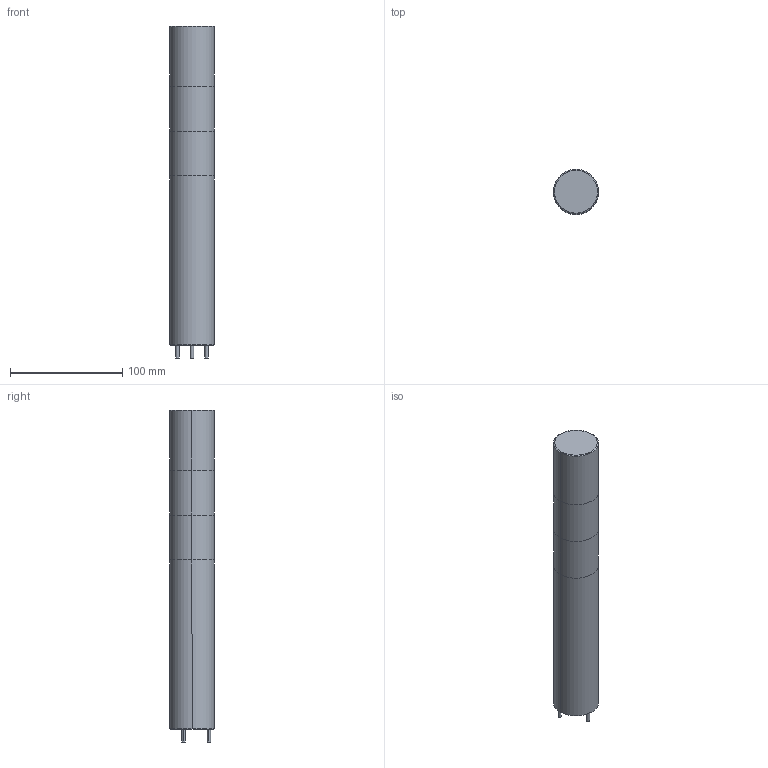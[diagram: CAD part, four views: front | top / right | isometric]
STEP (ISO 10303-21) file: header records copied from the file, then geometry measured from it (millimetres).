
FILE_DESCRIPTION (( 'STEP AP214' ), '1' );
FILE_NAME ('LR4-2M2WJBW-RG.step', '2018-07-03T11:51:17', ( '' ), ( '' ), 'SwSTEP 2.0', 'SolidWorks 2017', '' );
FILE_SCHEMA (( 'AUTOMOTIVE_DESIGN' ));
Length unit declared in the file: inch
Products named in the file (1): LR4-2M2WJBW-RG
Bounding box: 40 x 40 x 295.5 mm (x, y, z)
Volume: 354850.2 mm3; surface area: 53246.6 mm2
Topology: 4 solids, 4 shells, 69 faces, 130 edges, 86 vertices
Faces by surface type: cylinder 42, plane 25, cone 2
Entity records: 2744 total; most frequent: DIRECTION 356, CARTESIAN_POINT 286, ORIENTED_EDGE 260, AXIS2_PLACEMENT_3D 156, EDGE_CURVE 130, CIRCLE 86, EDGE_LOOP 86, VERTEX_POINT 86
